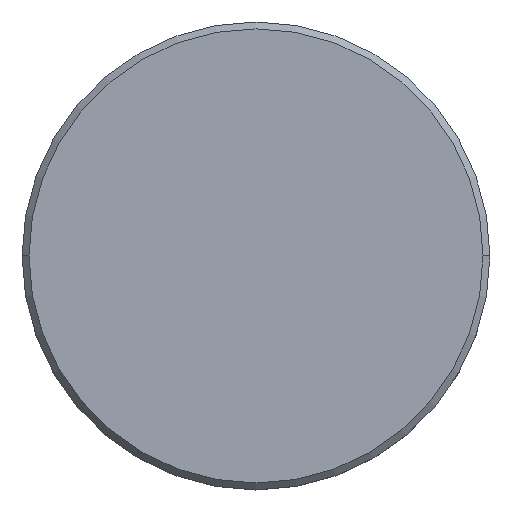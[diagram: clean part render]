
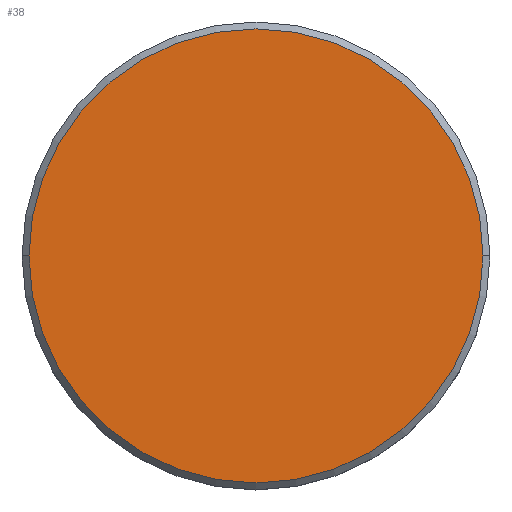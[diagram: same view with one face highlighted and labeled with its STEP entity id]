
A CAD part, top view. The second image highlights one B-rep face of the part: STEP entity #38.
In plain terms, the highlighted planar face has unit normal (0, 0, 1).
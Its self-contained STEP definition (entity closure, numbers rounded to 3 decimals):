
#38 = ADVANCED_FACE ( 'NONE', ( #406 ), #780, .T. ) ;
#194 = CARTESIAN_POINT ( 'NONE',  ( -16.5, 0., 0. ) ) ;
#229 = CARTESIAN_POINT ( 'NONE',  ( 0., 0., 0. ) ) ;
#242 = AXIS2_PLACEMENT_3D ( 'NONE', #229, #939, #951 ) ;
#281 = VERTEX_POINT ( 'NONE', #194 ) ;
#292 = CARTESIAN_POINT ( 'NONE',  ( 16.5, 0., 0. ) ) ;
#315 = CARTESIAN_POINT ( 'NONE',  ( 0., 0., 0. ) ) ;
#374 = AXIS2_PLACEMENT_3D ( 'NONE', #315, #1154, #655 ) ;
#389 = EDGE_LOOP ( 'NONE', ( #954, #581 ) ) ;
#406 = FACE_OUTER_BOUND ( 'NONE', #389, .T. ) ;
#498 = EDGE_CURVE ( 'NONE', #1092, #281, #887, .T. ) ;
#581 = ORIENTED_EDGE ( 'NONE', *, *, #498, .T. ) ;
#642 = DIRECTION ( 'NONE',  ( 1., 0., 0. ) ) ;
#655 = DIRECTION ( 'NONE',  ( 1., 0., 0. ) ) ;
#658 = CARTESIAN_POINT ( 'NONE',  ( 0., 0., 0. ) ) ;
#682 = CIRCLE ( 'NONE', #774, 16.5 ) ;
#774 = AXIS2_PLACEMENT_3D ( 'NONE', #658, #1099, #642 ) ;
#780 = PLANE ( 'NONE',  #242 ) ;
#887 = CIRCLE ( 'NONE', #374, 16.5 ) ;
#939 = DIRECTION ( 'NONE',  ( 0., 0., 1. ) ) ;
#951 = DIRECTION ( 'NONE',  ( 1., 0., 0. ) ) ;
#954 = ORIENTED_EDGE ( 'NONE', *, *, #1043, .T. ) ;
#1043 = EDGE_CURVE ( 'NONE', #281, #1092, #682, .T. ) ;
#1092 = VERTEX_POINT ( 'NONE', #292 ) ;
#1099 = DIRECTION ( 'NONE',  ( 0., 0., 1. ) ) ;
#1154 = DIRECTION ( 'NONE',  ( 0., 0., 1. ) ) ;
